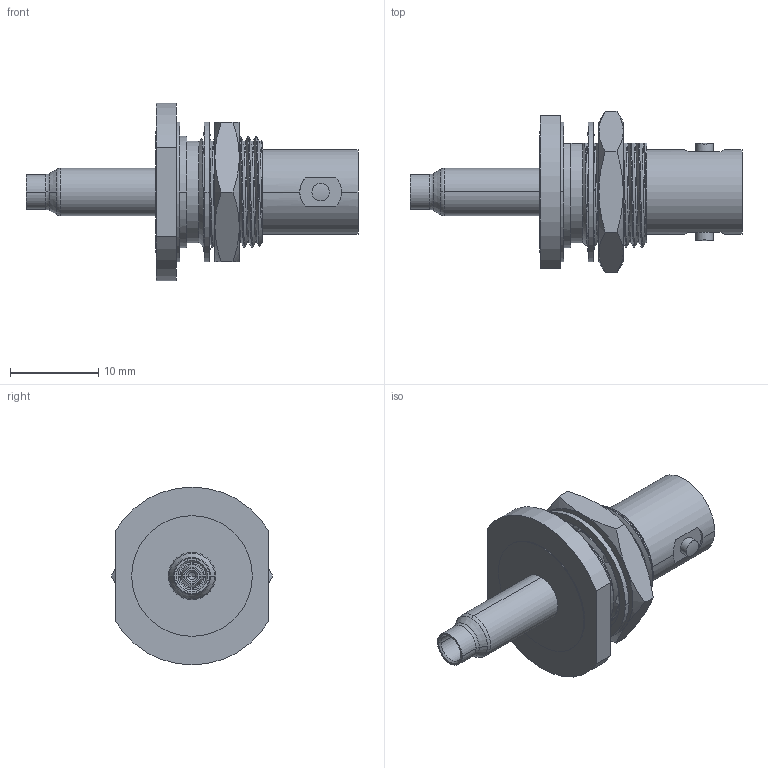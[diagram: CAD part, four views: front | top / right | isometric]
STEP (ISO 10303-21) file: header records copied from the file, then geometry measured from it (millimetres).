
FILE_DESCRIPTION((''),'2;1');
FILE_NAME('031-318_SW0002','2010-04-15T',('rkarthik'),(''),'PRO/ENGINEER BY PARAMETRIC TECHNOLOGY CORPORATION, 2008010','PRO/ENGINEER BY PARAMETRIC TECHNOLOGY CORPORATION, 2008010','');
FILE_SCHEMA(('CONFIG_CONTROL_DESIGN'));
Length unit declared in the file: inch
Products named in the file (1): 031-318_SW0002
Bounding box: 37.72 x 18.33 x 20.19 mm (x, y, z)
Surface area: 3517.6 mm2 (no closed solid volume)
Topology: 0 solids, 21 shells, 323 faces, 1125 edges, 824 vertices
Faces by surface type: cone 147, cylinder 70, bspline 59, plane 43, torus 4
Entity records: 21932 total; most frequent: CARTESIAN_POINT 12922, DIRECTION 1744, ORIENTED_EDGE 1722, EDGE_CURVE 1121, VERTEX_POINT 824, AXIS2_PLACEMENT_3D 655, VECTOR 434, LINE 434
